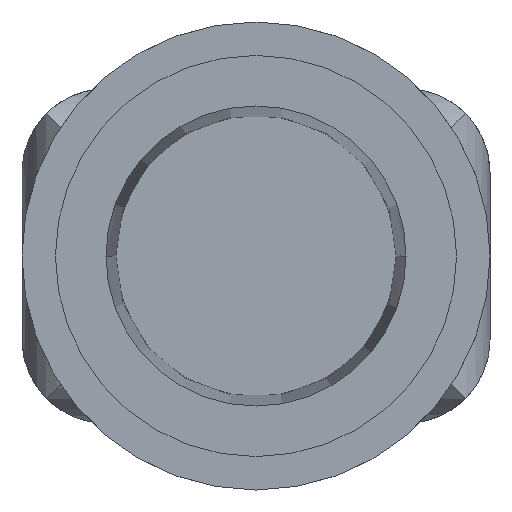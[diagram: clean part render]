
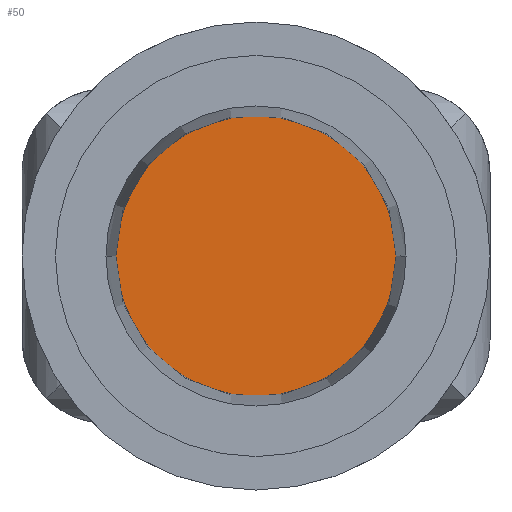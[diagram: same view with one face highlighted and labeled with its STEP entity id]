
A CAD part, left-side view. The second image highlights one B-rep face of the part: STEP entity #50.
In plain terms, the highlighted planar face has unit normal (-1, 0, 0).
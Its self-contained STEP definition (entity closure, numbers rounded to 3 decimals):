
#50=ADVANCED_FACE('',(#79),#80,.F.);
#79=FACE_OUTER_BOUND('',#129,.T.);
#80=PLANE('',#130);
#129=EDGE_LOOP('',(#203,#204));
#130=AXIS2_PLACEMENT_3D('',#205,#206,#207);
#203=ORIENTED_EDGE('',*,*,#392,.F.);
#204=ORIENTED_EDGE('',*,*,#396,.F.);
#205=CARTESIAN_POINT('',(26.0,2.096,0.0));
#206=DIRECTION('',(1.0,0.0,0.0));
#207=DIRECTION('',(-0.0,1.0,-0.0));
#392=EDGE_CURVE('',#471,#474,#475,.T.);
#396=EDGE_CURVE('',#474,#471,#480,.T.);
#471=VERTEX_POINT('',#615);
#474=VERTEX_POINT('',#619);
#475=CIRCLE('',#620,4.192);
#480=CIRCLE('',#626,4.192);
#615=CARTESIAN_POINT('',(26.0,4.192,0.0));
#619=CARTESIAN_POINT('',(26.0,-4.192,0.));
#620=AXIS2_PLACEMENT_3D('',#766,#767,#768);
#626=AXIS2_PLACEMENT_3D('',#776,#777,#778);
#766=CARTESIAN_POINT('',(26.0,0.0,0.0));
#767=DIRECTION('',(1.0,0.0,0.0));
#768=DIRECTION('',(0.0,1.0,0.0));
#776=CARTESIAN_POINT('',(26.0,0.0,0.0));
#777=DIRECTION('',(1.0,0.0,0.0));
#778=DIRECTION('',(0.0,1.0,0.0));
